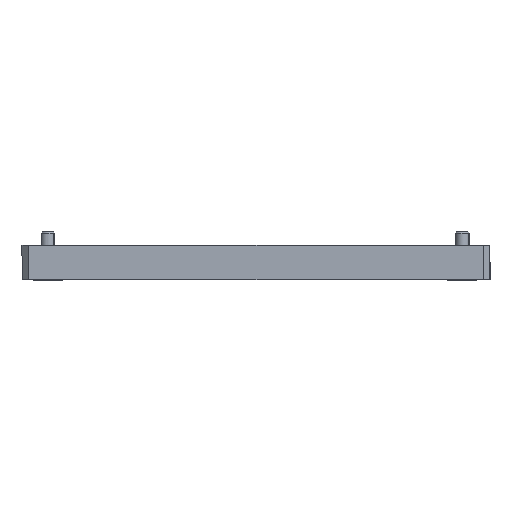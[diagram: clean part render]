
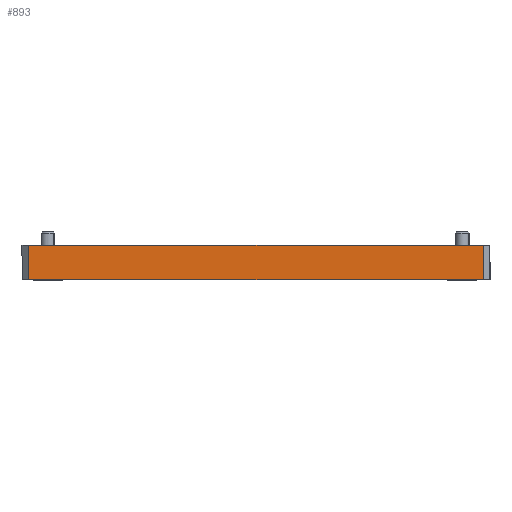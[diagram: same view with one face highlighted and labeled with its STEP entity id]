
A CAD part, left-side view. The second image highlights one B-rep face of the part: STEP entity #893.
In plain terms, the highlighted face is planar.
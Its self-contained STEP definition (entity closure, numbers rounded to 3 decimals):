
#186 = ORIENTED_EDGE ( 'NONE', *, *, #1757, .F. ) ;
#295 = VERTEX_POINT ( 'NONE', #807 ) ;
#323 = DIRECTION ( 'NONE',  ( 0., -1., 0. ) ) ;
#445 = VECTOR ( 'NONE', #960, 1000. ) ;
#484 = EDGE_LOOP ( 'NONE', ( #186, #1485, #2891, #1891 ) ) ;
#549 = DIRECTION ( 'NONE',  ( 0., 1., 0. ) ) ;
#579 = DIRECTION ( 'NONE',  ( -1., 0., 0. ) ) ;
#795 = CARTESIAN_POINT ( 'NONE',  ( 225.5, -10., -2. ) ) ;
#807 = CARTESIAN_POINT ( 'NONE',  ( 225.5, 0., -2. ) ) ;
#893 = ADVANCED_FACE ( 'NONE', ( #2210 ), #1991, .F. ) ;
#917 = LINE ( 'NONE', #2839, #2715 ) ;
#945 = LINE ( 'NONE', #1476, #1992 ) ;
#960 = DIRECTION ( 'NONE',  ( 0., 0., -1. ) ) ;
#1054 = VERTEX_POINT ( 'NONE', #1911 ) ;
#1232 = LINE ( 'NONE', #1433, #445 ) ;
#1294 = CARTESIAN_POINT ( 'NONE',  ( 225.5, -10., -2. ) ) ;
#1433 = CARTESIAN_POINT ( 'NONE',  ( 225.5, 0., 0. ) ) ;
#1476 = CARTESIAN_POINT ( 'NONE',  ( 225.5, -10., 0. ) ) ;
#1485 = ORIENTED_EDGE ( 'NONE', *, *, #2382, .T. ) ;
#1716 = CARTESIAN_POINT ( 'NONE',  ( 225.5, 0., -133.5 ) ) ;
#1750 = EDGE_CURVE ( 'NONE', #1054, #2283, #917, .T. ) ;
#1757 = EDGE_CURVE ( 'NONE', #295, #2283, #1232, .T. ) ;
#1838 = VECTOR ( 'NONE', #323, 1000. ) ;
#1891 = ORIENTED_EDGE ( 'NONE', *, *, #1750, .T. ) ;
#1911 = CARTESIAN_POINT ( 'NONE',  ( 225.5, -10., -133.5 ) ) ;
#1991 = PLANE ( 'NONE',  #3027 ) ;
#1992 = VECTOR ( 'NONE', #2426, 1000. ) ;
#1999 = VERTEX_POINT ( 'NONE', #795 ) ;
#2210 = FACE_OUTER_BOUND ( 'NONE', #484, .T. ) ;
#2218 = LINE ( 'NONE', #1294, #1838 ) ;
#2283 = VERTEX_POINT ( 'NONE', #1716 ) ;
#2382 = EDGE_CURVE ( 'NONE', #295, #1999, #2218, .T. ) ;
#2426 = DIRECTION ( 'NONE',  ( 0., 0., -1. ) ) ;
#2434 = DIRECTION ( 'NONE',  ( 0., 0., 1. ) ) ;
#2464 = EDGE_CURVE ( 'NONE', #1999, #1054, #945, .T. ) ;
#2715 = VECTOR ( 'NONE', #549, 1000. ) ;
#2839 = CARTESIAN_POINT ( 'NONE',  ( 225.5, 0., -133.5 ) ) ;
#2891 = ORIENTED_EDGE ( 'NONE', *, *, #2464, .T. ) ;
#2974 = CARTESIAN_POINT ( 'NONE',  ( 225.5, -10., -135.5 ) ) ;
#3027 = AXIS2_PLACEMENT_3D ( 'NONE', #2974, #579, #2434 ) ;
